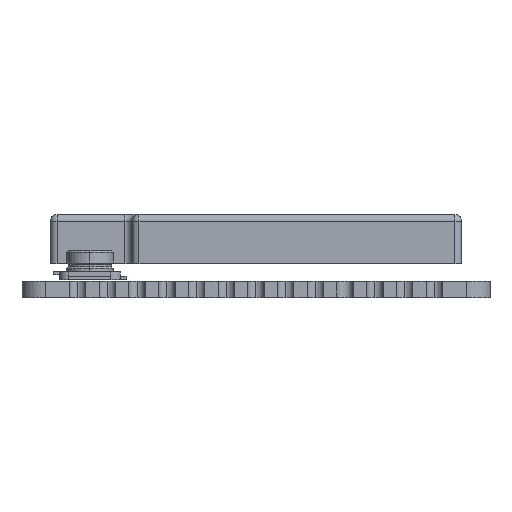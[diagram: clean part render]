
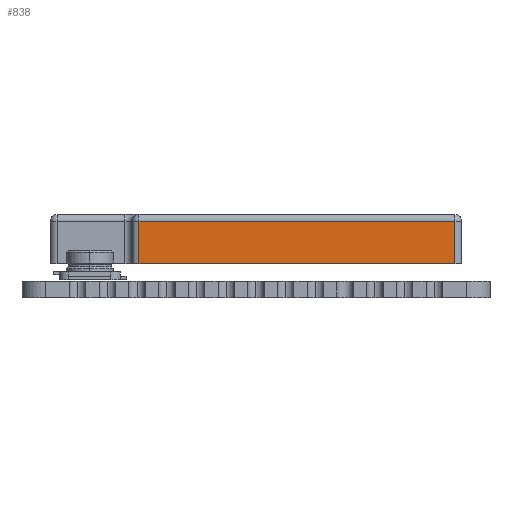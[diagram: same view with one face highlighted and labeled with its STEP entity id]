
A CAD part, left-side view. The second image highlights one B-rep face of the part: STEP entity #838.
In plain terms, the highlighted planar face has unit normal (-1, 0, 0).
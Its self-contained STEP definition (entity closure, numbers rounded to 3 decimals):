
#206 = VERTEX_POINT('',#207);
#207 = CARTESIAN_POINT('',(1.2,1.5,0.7));
#214 = EDGE_CURVE('',#206,#215,#217,.T.);
#215 = VERTEX_POINT('',#216);
#216 = CARTESIAN_POINT('',(1.2,15.,0.7));
#217 = LINE('',#218,#219);
#218 = CARTESIAN_POINT('',(1.2,1.2,0.7));
#219 = VECTOR('',#220,1.);
#220 = DIRECTION('',(0.,1.,0.));
#792 = EDGE_CURVE('',#215,#793,#795,.T.);
#793 = VERTEX_POINT('',#794);
#794 = CARTESIAN_POINT('',(1.2,15.,2.5));
#795 = LINE('',#796,#797);
#796 = CARTESIAN_POINT('',(1.2,15.,0.7));
#797 = VECTOR('',#798,1.);
#798 = DIRECTION('',(0.,0.,1.));
#819 = VERTEX_POINT('',#820);
#820 = CARTESIAN_POINT('',(1.2,1.5,2.5));
#827 = EDGE_CURVE('',#206,#819,#828,.T.);
#828 = LINE('',#829,#830);
#829 = CARTESIAN_POINT('',(1.2,1.5,0.7));
#830 = VECTOR('',#831,1.);
#831 = DIRECTION('',(0.,0.,1.));
#838 = ADVANCED_FACE('',(#839),#850,.T.);
#839 = FACE_BOUND('',#840,.T.);
#840 = EDGE_LOOP('',(#841,#842,#843,#849));
#841 = ORIENTED_EDGE('',*,*,#214,.F.);
#842 = ORIENTED_EDGE('',*,*,#827,.T.);
#843 = ORIENTED_EDGE('',*,*,#844,.T.);
#844 = EDGE_CURVE('',#819,#793,#845,.T.);
#845 = LINE('',#846,#847);
#846 = CARTESIAN_POINT('',(1.2,1.2,2.5));
#847 = VECTOR('',#848,1.);
#848 = DIRECTION('',(0.,1.,0.));
#849 = ORIENTED_EDGE('',*,*,#792,.F.);
#850 = PLANE('',#851);
#851 = AXIS2_PLACEMENT_3D('',#852,#853,#854);
#852 = CARTESIAN_POINT('',(1.2,1.2,0.7));
#853 = DIRECTION('',(-1.,0.,0.));
#854 = DIRECTION('',(0.,1.,0.));
